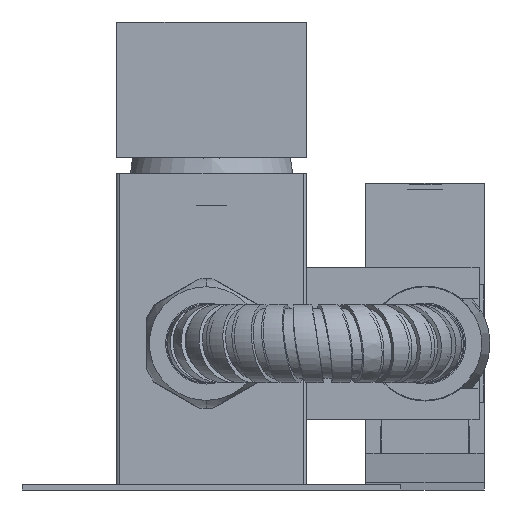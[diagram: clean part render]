
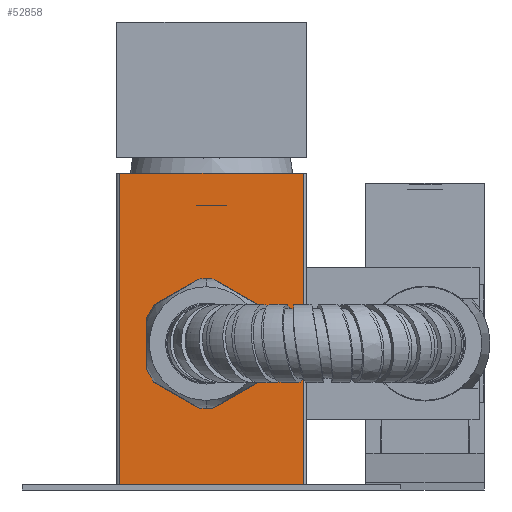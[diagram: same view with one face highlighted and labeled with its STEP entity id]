
A CAD part, front view. The second image highlights one B-rep face of the part: STEP entity #52858.
In plain terms, the highlighted planar face has unit normal (0, -1, 0).
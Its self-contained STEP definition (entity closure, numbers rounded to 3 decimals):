
#6917=DIRECTION('',(1.,0.,0.));
#6918=VECTOR('',#6917,34.);
#6919=CARTESIAN_POINT('',(-17.,-17.5,36.9));
#6920=LINE('',#6919,#6918);
#6921=CARTESIAN_POINT('',(-1.,-17.5,64.));
#6922=DIRECTION('',(0.,-1.,0.));
#6923=DIRECTION('',(0.,0.,-1.));
#6924=AXIS2_PLACEMENT_3D('',#6921,#6922,#6923);
#6926=CARTESIAN_POINT('',(0.,-17.5,61.));
#6927=DIRECTION('',(0.,-1.,0.));
#6928=DIRECTION('',(-0.061,0.,-0.998));
#6929=AXIS2_PLACEMENT_3D('',#6926,#6927,#6928);
#6931=CARTESIAN_POINT('',(-1.,-17.5,64.));
#6932=DIRECTION('',(0.,-1.,0.));
#6933=DIRECTION('',(0.558,0.,-0.83));
#6934=AXIS2_PLACEMENT_3D('',#6931,#6932,#6933);
#6936=CARTESIAN_POINT('',(-1.,-17.5,64.));
#6937=DIRECTION('',(0.,-1.,0.));
#6938=DIRECTION('',(0.,0.,1.));
#6939=AXIS2_PLACEMENT_3D('',#6936,#6937,#6938);
#6950=DIRECTION('',(0.,0.,-1.));
#6951=VECTOR('',#6950,58.6);
#6952=CARTESIAN_POINT('',(-17.,-17.5,95.5));
#6953=LINE('',#6952,#6951);
#7013=DIRECTION('',(0.,0.,1.));
#7014=VECTOR('',#7013,58.6);
#7015=CARTESIAN_POINT('',(17.,-17.5,36.9));
#7016=LINE('',#7015,#7014);
#7053=DIRECTION('',(-1.,0.,0.));
#7054=VECTOR('',#7053,34.);
#7055=CARTESIAN_POINT('',(17.,-17.5,95.5));
#7056=LINE('',#7055,#7054);
#51432=CARTESIAN_POINT('',(-17.,-17.5,95.5));
#51434=VERTEX_POINT('',#51432);
#51446=CARTESIAN_POINT('',(17.,-17.5,95.5));
#51447=VERTEX_POINT('',#51446);
#51464=CARTESIAN_POINT('',(-17.,-17.5,36.9));
#51466=VERTEX_POINT('',#51464);
#51478=CARTESIAN_POINT('',(17.,-17.5,36.9));
#51479=VERTEX_POINT('',#51478);
#52192=CARTESIAN_POINT('',(-1.,-17.5,53.5));
#52193=CARTESIAN_POINT('',(-0.458,-17.5,53.514));
#52194=VERTEX_POINT('',#52192);
#52195=VERTEX_POINT('',#52193);
#52196=CARTESIAN_POINT('',(4.858,-17.5,55.286));
#52197=CARTESIAN_POINT('',(-1.,-17.5,74.5));
#52198=VERTEX_POINT('',#52196);
#52199=VERTEX_POINT('',#52197);
#52836=CARTESIAN_POINT('',(-17.5,-17.5,22.5));
#52837=DIRECTION('',(0.,-1.,0.));
#52838=DIRECTION('',(1.,0.,0.));
#52839=AXIS2_PLACEMENT_3D('',#52836,#52837,#52838);
#52840=PLANE('',#52839);
#52842=ORIENTED_EDGE('',*,*,#52841,.F.);
#52844=ORIENTED_EDGE('',*,*,#52843,.F.);
#52846=ORIENTED_EDGE('',*,*,#52845,.F.);
#52848=ORIENTED_EDGE('',*,*,#52847,.F.);
#52849=EDGE_LOOP('',(#52842,#52844,#52846,#52848));
#52850=FACE_OUTER_BOUND('',#52849,.F.);
#52851=ORIENTED_EDGE('',*,*,#52773,.T.);
#52853=ORIENTED_EDGE('',*,*,#52852,.T.);
#52854=ORIENTED_EDGE('',*,*,#52769,.T.);
#52855=ORIENTED_EDGE('',*,*,#52813,.T.);
#52856=EDGE_LOOP('',(#52851,#52853,#52854,#52855));
#52857=FACE_BOUND('',#52856,.F.);
#52858=ADVANCED_FACE('',(#52850,#52857),#52840,.T.);
#6925=CIRCLE('',#6924,10.5);
#6930=CIRCLE('',#6929,7.5);
#6935=CIRCLE('',#6934,10.5);
#6940=CIRCLE('',#6939,10.5);
#52769=EDGE_CURVE('',#52198,#52199,#6935,.T.);
#52773=EDGE_CURVE('',#52194,#52195,#6925,.T.);
#52813=EDGE_CURVE('',#52199,#52194,#6940,.T.);
#52841=EDGE_CURVE('',#51466,#51479,#6920,.T.);
#52843=EDGE_CURVE('',#51434,#51466,#6953,.T.);
#52845=EDGE_CURVE('',#51447,#51434,#7056,.T.);
#52847=EDGE_CURVE('',#51479,#51447,#7016,.T.);
#52852=EDGE_CURVE('',#52195,#52198,#6930,.T.);
